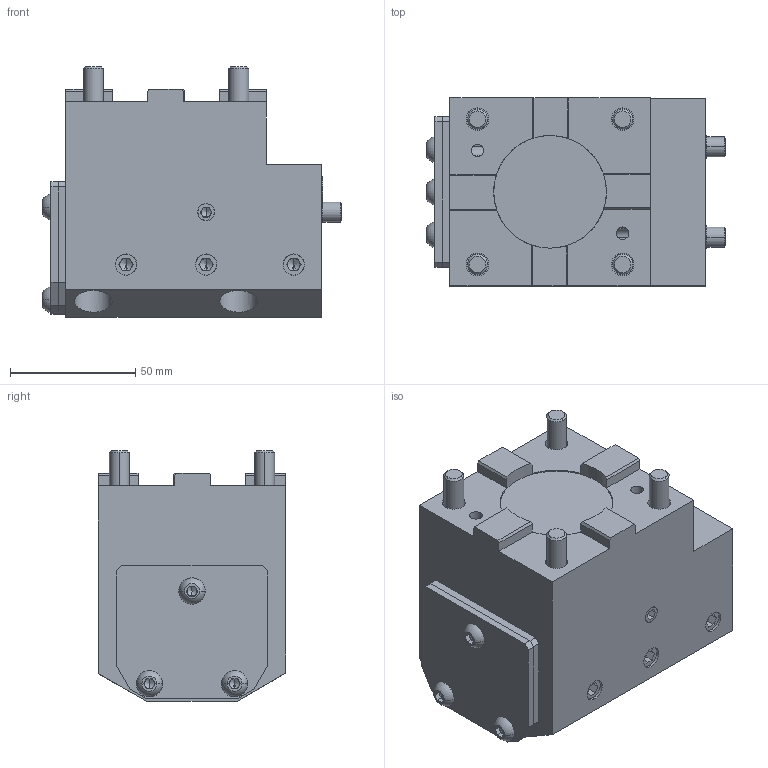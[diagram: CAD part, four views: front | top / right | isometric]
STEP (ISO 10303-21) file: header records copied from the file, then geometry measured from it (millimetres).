
FILE_DESCRIPTION (( 'STEP AP203' ), '1' );
FILE_NAME ('04-0975.STEP', '2023-06-22T16:46:50', ( '' ), ( '' ), 'SwSTEP 2.0', 'SolidWorks 2022', '' );
FILE_SCHEMA (( 'CONFIG_CONTROL_DESIGN' ));
Length unit declared in the file: inch
Products named in the file (1): 04-0975
Bounding box: 119.3 x 75 x 100 mm (x, y, z)
Surface area: 96110.6 mm2 (no closed solid volume)
Topology: 0 solids, 34 shells, 547 faces, 1356 edges, 834 vertices
Faces by surface type: plane 306, cone 116, cylinder 99, bspline 20, torus 6
Entity records: 18310 total; most frequent: CARTESIAN_POINT 5544, DIRECTION 2660, ORIENTED_EDGE 2518, EDGE_CURVE 1312, AXIS2_PLACEMENT_3D 948, VERTEX_POINT 834, LINE 764, VECTOR 764
